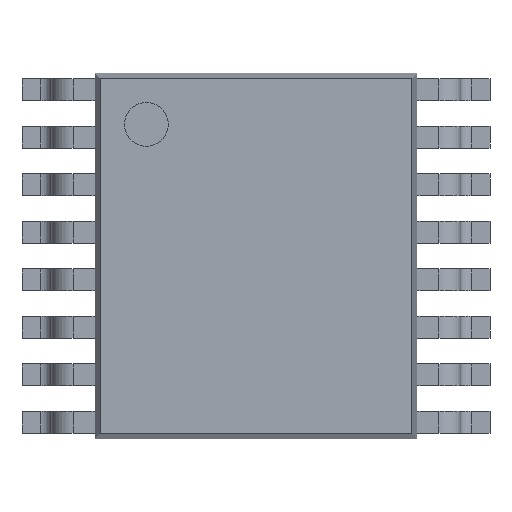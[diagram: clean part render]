
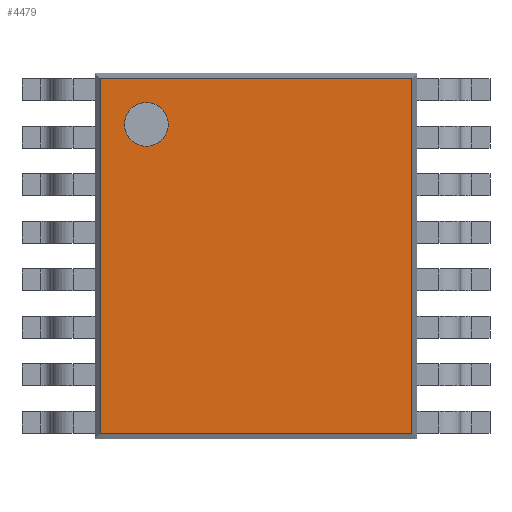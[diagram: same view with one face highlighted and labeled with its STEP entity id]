
A CAD part, top view. The second image highlights one B-rep face of the part: STEP entity #4479.
In plain terms, the highlighted planar face has unit normal (0, 0, 1).
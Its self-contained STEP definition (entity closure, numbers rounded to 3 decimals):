
#18=FACE_BOUND('',#456,.T.);
#39=PLANE('',#4738);
#215=FACE_OUTER_BOUND('',#455,.T.);
#455=EDGE_LOOP('',(#2956,#2957,#2958,#2959));
#456=EDGE_LOOP('',(#2960,#2961));
#752=LINE('',#6528,#1261);
#753=LINE('',#6530,#1262);
#754=LINE('',#6532,#1263);
#755=LINE('',#6533,#1264);
#1261=VECTOR('',#5219,1.);
#1262=VECTOR('',#5220,1.);
#1263=VECTOR('',#5221,1.);
#1264=VECTOR('',#5222,1.);
#1695=CIRCLE('',#4716,0.3);
#1696=CIRCLE('',#4717,0.3);
#1827=VERTEX_POINT('',#6352);
#1828=VERTEX_POINT('',#6354);
#1901=VERTEX_POINT('',#6526);
#1902=VERTEX_POINT('',#6527);
#1903=VERTEX_POINT('',#6529);
#1904=VERTEX_POINT('',#6531);
#2232=EDGE_CURVE('',#1827,#1828,#1695,.T.);
#2233=EDGE_CURVE('',#1828,#1827,#1696,.T.);
#2310=EDGE_CURVE('',#1901,#1902,#752,.T.);
#2311=EDGE_CURVE('',#1902,#1903,#753,.T.);
#2312=EDGE_CURVE('',#1903,#1904,#754,.T.);
#2313=EDGE_CURVE('',#1904,#1901,#755,.T.);
#2956=ORIENTED_EDGE('',*,*,#2310,.T.);
#2957=ORIENTED_EDGE('',*,*,#2311,.T.);
#2958=ORIENTED_EDGE('',*,*,#2312,.T.);
#2959=ORIENTED_EDGE('',*,*,#2313,.T.);
#2960=ORIENTED_EDGE('',*,*,#2233,.F.);
#2961=ORIENTED_EDGE('',*,*,#2232,.F.);
#4479=ADVANCED_FACE('',(#215,#18),#39,.F.);
#4716=AXIS2_PLACEMENT_3D('',#6355,#5097,#5098);
#4717=AXIS2_PLACEMENT_3D('',#6356,#5099,#5100);
#4738=AXIS2_PLACEMENT_3D('',#6525,#5217,#5218);
#5097=DIRECTION('center_axis',(0.,0.,1.));
#5098=DIRECTION('ref_axis',(1.,0.,0.));
#5099=DIRECTION('center_axis',(0.,0.,1.));
#5100=DIRECTION('ref_axis',(1.,0.,0.));
#5217=DIRECTION('center_axis',(0.,0.,-1.));
#5218=DIRECTION('ref_axis',(-1.,0.,0.));
#5219=DIRECTION('',(0.,1.,0.));
#5220=DIRECTION('',(-1.,0.,0.));
#5221=DIRECTION('',(0.,-1.,0.));
#5222=DIRECTION('',(1.,0.,0.));
#6352=CARTESIAN_POINT('',(-1.8,1.8,1.1));
#6354=CARTESIAN_POINT('',(-1.2,1.8,1.1));
#6355=CARTESIAN_POINT('Origin',(-1.5,1.8,1.1));
#6356=CARTESIAN_POINT('Origin',(-1.5,1.8,1.1));
#6525=CARTESIAN_POINT('Origin',(-2.2,-2.5,1.1));
#6526=CARTESIAN_POINT('',(2.129,-2.429,1.1));
#6527=CARTESIAN_POINT('',(2.129,2.429,1.1));
#6528=CARTESIAN_POINT('',(2.129,-2.5,1.1));
#6529=CARTESIAN_POINT('',(-2.129,2.429,1.1));
#6530=CARTESIAN_POINT('',(-2.2,2.429,1.1));
#6531=CARTESIAN_POINT('',(-2.129,-2.429,1.1));
#6532=CARTESIAN_POINT('',(-2.129,-2.5,1.1));
#6533=CARTESIAN_POINT('',(-2.2,-2.429,1.1));
